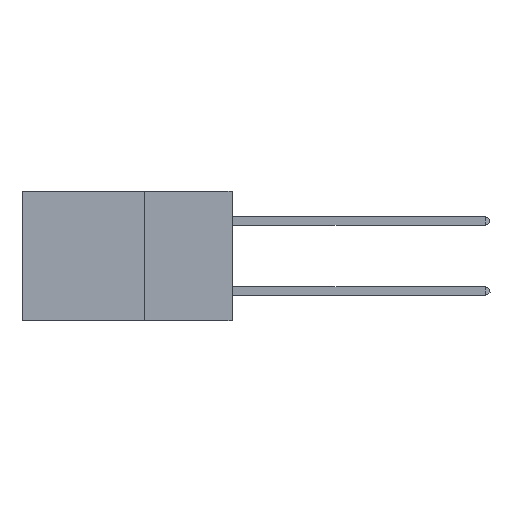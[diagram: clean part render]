
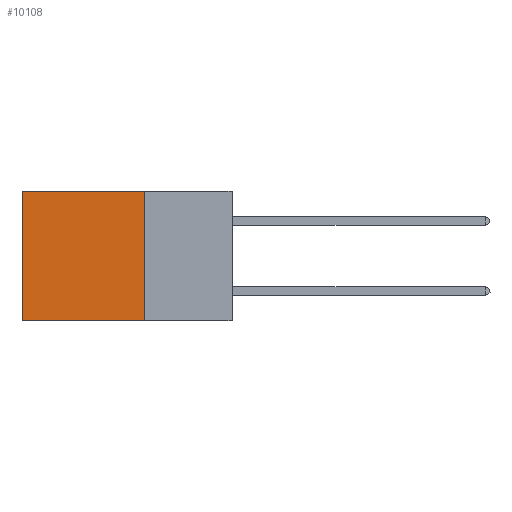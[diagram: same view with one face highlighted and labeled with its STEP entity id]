
A CAD part, left-side view. The second image highlights one B-rep face of the part: STEP entity #10108.
In plain terms, the highlighted planar face has unit normal (-1, 0, 0).
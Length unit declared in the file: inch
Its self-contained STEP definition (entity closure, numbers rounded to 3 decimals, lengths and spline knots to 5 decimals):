
#482 = DIRECTION ( 'NONE',  ( 0., 0., -1. ) ) ;
#829 = DIRECTION ( 'NONE',  ( 0., 1., 0. ) ) ;
#2068 = VECTOR ( 'NONE', #36658, 39.37008 ) ;
#2368 = CARTESIAN_POINT ( 'NONE',  ( 0.2875, 0.25, -0.37 ) ) ;
#2951 = VECTOR ( 'NONE', #482, 39.37008 ) ;
#3197 = DIRECTION ( 'NONE',  ( 0., 0., -1. ) ) ;
#3693 = VERTEX_POINT ( 'NONE', #10363 ) ;
#6217 = FACE_OUTER_BOUND ( 'NONE', #19584, .T. ) ;
#8453 = ORIENTED_EDGE ( 'NONE', *, *, #17981, .F. ) ;
#8492 = PLANE ( 'NONE',  #21475 ) ;
#8892 = VERTEX_POINT ( 'NONE', #12911 ) ;
#9248 = VERTEX_POINT ( 'NONE', #27320 ) ;
#9504 = CARTESIAN_POINT ( 'NONE',  ( 0.2875, 0.25, 0. ) ) ;
#10108 = ADVANCED_FACE ( 'NONE', ( #6217 ), #8492, .F. ) ;
#10329 = VECTOR ( 'NONE', #19133, 39.37008 ) ;
#10363 = CARTESIAN_POINT ( 'NONE',  ( 0.2875, 0.6, 0. ) ) ;
#11247 = VECTOR ( 'NONE', #829, 39.37008 ) ;
#12101 = VERTEX_POINT ( 'NONE', #15272 ) ;
#12911 = CARTESIAN_POINT ( 'NONE',  ( 0.2875, 0.6, -0.37 ) ) ;
#15272 = CARTESIAN_POINT ( 'NONE',  ( 0.2875, 0.25, 0. ) ) ;
#17678 = DIRECTION ( 'NONE',  ( 1., 0., 0. ) ) ;
#17981 = EDGE_CURVE ( 'NONE', #9248, #8892, #32288, .T. ) ;
#19133 = DIRECTION ( 'NONE',  ( 0., 1., 0. ) ) ;
#19584 = EDGE_LOOP ( 'NONE', ( #29040, #8453, #21238, #36187 ) ) ;
#20334 = CARTESIAN_POINT ( 'NONE',  ( 0.2875, 0.25, 0. ) ) ;
#20444 = LINE ( 'NONE', #9504, #2951 ) ;
#21238 = ORIENTED_EDGE ( 'NONE', *, *, #36920, .F. ) ;
#21475 = AXIS2_PLACEMENT_3D ( 'NONE', #20334, #17678, #3197 ) ;
#26595 = CARTESIAN_POINT ( 'NONE',  ( 0.2875, 0.25, 0. ) ) ;
#27320 = CARTESIAN_POINT ( 'NONE',  ( 0.2875, 0.25, -0.37 ) ) ;
#29040 = ORIENTED_EDGE ( 'NONE', *, *, #30383, .T. ) ;
#29401 = LINE ( 'NONE', #26595, #11247 ) ;
#30383 = EDGE_CURVE ( 'NONE', #3693, #8892, #37039, .T. ) ;
#32288 = LINE ( 'NONE', #2368, #10329 ) ;
#33429 = EDGE_CURVE ( 'NONE', #12101, #3693, #29401, .T. ) ;
#36187 = ORIENTED_EDGE ( 'NONE', *, *, #33429, .T. ) ;
#36286 = CARTESIAN_POINT ( 'NONE',  ( 0.2875, 0.6, 0. ) ) ;
#36658 = DIRECTION ( 'NONE',  ( 0., 0., -1. ) ) ;
#36920 = EDGE_CURVE ( 'NONE', #12101, #9248, #20444, .T. ) ;
#37039 = LINE ( 'NONE', #36286, #2068 ) ;
